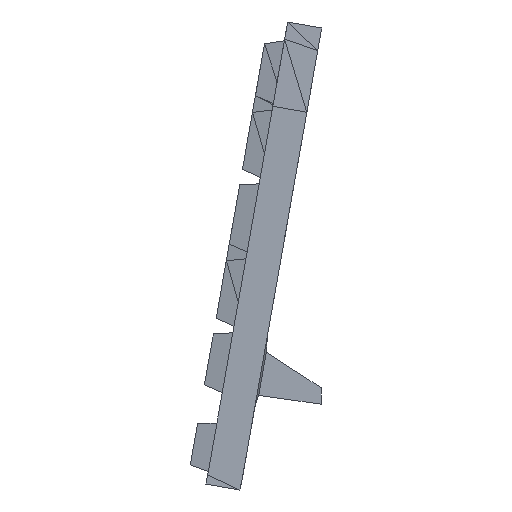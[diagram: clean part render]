
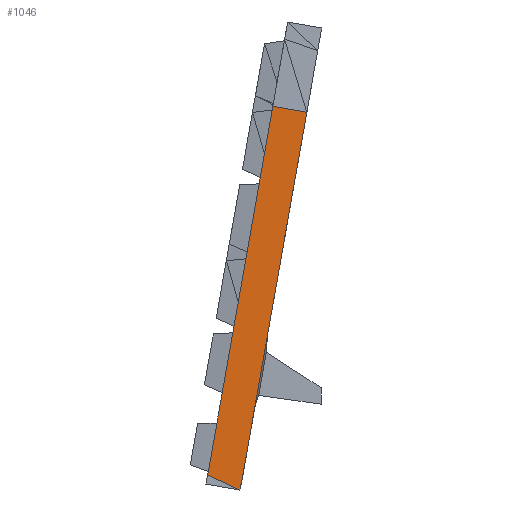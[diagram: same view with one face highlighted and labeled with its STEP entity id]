
A CAD part, left-side view. The second image highlights one B-rep face of the part: STEP entity #1046.
In plain terms, the highlighted free-form (B-spline) face has degree [1, 1] with [2, 2] control points.
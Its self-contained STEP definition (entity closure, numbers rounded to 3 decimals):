
#1046=ADVANCED_FACE('',(#2948),#2949,.T.);
#2948=FACE_OUTER_BOUND('',#5862,.T.);
#2949=B_SPLINE_SURFACE_WITH_KNOTS('',1,1,((#5863,#5864),(#5865,#5866)),.UNSPECIFIED.,.F.,.F.,.F.,(2,2),(2,2),(0.208,0.67),(0.447,0.566),.UNSPECIFIED.);
#5862=EDGE_LOOP('',(#11335,#11336,#11337,#11338,#11339,#11340,#11341,#11342,#11343,#11344,#11345));
#5863=CARTESIAN_POINT('',(-213.117,21.931,47.056));
#5864=CARTESIAN_POINT('',(-213.117,-3.168,47.056));
#5865=CARTESIAN_POINT('',(-213.117,21.931,-50.191));
#5866=CARTESIAN_POINT('',(-213.117,-3.168,-50.191));
#11335=ORIENTED_EDGE('',*,*,#15718,.T.);
#11336=ORIENTED_EDGE('',*,*,#15736,.T.);
#11337=ORIENTED_EDGE('',*,*,#15578,.F.);
#11338=ORIENTED_EDGE('',*,*,#15737,.F.);
#11339=ORIENTED_EDGE('',*,*,#15738,.F.);
#11340=ORIENTED_EDGE('',*,*,#15739,.F.);
#11341=ORIENTED_EDGE('',*,*,#15740,.F.);
#11342=ORIENTED_EDGE('',*,*,#15741,.F.);
#11343=ORIENTED_EDGE('',*,*,#15742,.F.);
#11344=ORIENTED_EDGE('',*,*,#15743,.T.);
#11345=ORIENTED_EDGE('',*,*,#15744,.T.);
#15578=EDGE_CURVE('',#18316,#18290,#18317,.T.);
#15718=EDGE_CURVE('',#18508,#18505,#18509,.T.);
#15736=EDGE_CURVE('',#18505,#18290,#18541,.T.);
#15737=EDGE_CURVE('',#18542,#18316,#18543,.T.);
#15738=EDGE_CURVE('',#18544,#18542,#18545,.T.);
#15739=EDGE_CURVE('',#18546,#18544,#18547,.T.);
#15740=EDGE_CURVE('',#18548,#18546,#18549,.T.);
#15741=EDGE_CURVE('',#18550,#18548,#18551,.T.);
#15742=EDGE_CURVE('',#18552,#18550,#18553,.T.);
#15743=EDGE_CURVE('',#18552,#18554,#18555,.T.);
#15744=EDGE_CURVE('',#18554,#18508,#18556,.T.);
#18290=VERTEX_POINT('',#21892);
#18316=VERTEX_POINT('',#21931);
#18317=B_SPLINE_CURVE_WITH_KNOTS('',1,(#21932,#21933),.UNSPECIFIED.,.F.,.F.,(2,2),(0.0,1.0),.UNSPECIFIED.);
#18505=VERTEX_POINT('',#22215);
#18508=VERTEX_POINT('',#22219);
#18509=B_SPLINE_CURVE_WITH_KNOTS('',1,(#22220,#22221),.UNSPECIFIED.,.F.,.F.,(2,2),(0.0,1.0),.UNSPECIFIED.);
#18541=B_SPLINE_CURVE_WITH_KNOTS('',1,(#22269,#22270),.UNSPECIFIED.,.F.,.F.,(2,2),(0.0,1.0),.UNSPECIFIED.);
#18542=VERTEX_POINT('',#22271);
#18543=B_SPLINE_CURVE_WITH_KNOTS('',1,(#22272,#22273),.UNSPECIFIED.,.F.,.F.,(2,2),(0.0,1.0),.UNSPECIFIED.);
#18544=VERTEX_POINT('',#22274);
#18545=B_SPLINE_CURVE_WITH_KNOTS('',1,(#22275,#22276),.UNSPECIFIED.,.F.,.F.,(2,2),(0.0,1.0),.UNSPECIFIED.);
#18546=VERTEX_POINT('',#22277);
#18547=B_SPLINE_CURVE_WITH_KNOTS('',1,(#22278,#22279),.UNSPECIFIED.,.F.,.F.,(2,2),(0.0,1.0),.UNSPECIFIED.);
#18548=VERTEX_POINT('',#22280);
#18549=B_SPLINE_CURVE_WITH_KNOTS('',1,(#22281,#22282),.UNSPECIFIED.,.F.,.F.,(2,2),(0.0,1.0),.UNSPECIFIED.);
#18550=VERTEX_POINT('',#22283);
#18551=B_SPLINE_CURVE_WITH_KNOTS('',1,(#22284,#22285),.UNSPECIFIED.,.F.,.F.,(2,2),(0.0,1.0),.UNSPECIFIED.);
#18552=VERTEX_POINT('',#22286);
#18553=B_SPLINE_CURVE_WITH_KNOTS('',1,(#22287,#22288),.UNSPECIFIED.,.F.,.F.,(2,2),(0.0,1.0),.UNSPECIFIED.);
#18554=VERTEX_POINT('',#22289);
#18555=B_SPLINE_CURVE_WITH_KNOTS('',1,(#22290,#22291),.UNSPECIFIED.,.F.,.F.,(2,2),(0.0,1.0),.UNSPECIFIED.);
#18556=B_SPLINE_CURVE_WITH_KNOTS('',1,(#22292,#22293),.UNSPECIFIED.,.F.,.F.,(2,2),(0.0,1.0),.UNSPECIFIED.);
#21892=CARTESIAN_POINT('',(-213.117,21.93,-46.34));
#21931=CARTESIAN_POINT('',(-213.117,13.818,-50.19));
#21932=CARTESIAN_POINT('',(-213.117,13.818,-50.19));
#21933=CARTESIAN_POINT('',(-213.117,21.93,-46.34));
#22215=CARTESIAN_POINT('',(-213.117,19.483,-32.466));
#22219=CARTESIAN_POINT('',(-213.117,18.574,-27.311));
#22220=CARTESIAN_POINT('',(-213.117,18.574,-27.311));
#22221=CARTESIAN_POINT('',(-213.117,19.483,-32.466));
#22269=CARTESIAN_POINT('',(-213.117,19.483,-32.466));
#22270=CARTESIAN_POINT('',(-213.117,21.93,-46.34));
#22271=CARTESIAN_POINT('',(-213.117,13.309,-47.86));
#22272=CARTESIAN_POINT('',(-213.117,13.309,-47.86));
#22273=CARTESIAN_POINT('',(-213.117,13.818,-50.19));
#22274=CARTESIAN_POINT('',(-213.117,10.863,-33.986));
#22275=CARTESIAN_POINT('',(-213.117,10.863,-33.986));
#22276=CARTESIAN_POINT('',(-213.117,13.309,-47.86));
#22277=CARTESIAN_POINT('',(-213.117,9.954,-28.831));
#22278=CARTESIAN_POINT('',(-213.117,9.954,-28.831));
#22279=CARTESIAN_POINT('',(-213.117,10.863,-33.986));
#22280=CARTESIAN_POINT('',(-213.117,6.823,-11.074));
#22281=CARTESIAN_POINT('',(-213.117,6.823,-11.074));
#22282=CARTESIAN_POINT('',(-213.117,9.954,-28.831));
#22283=CARTESIAN_POINT('',(-213.117,0.169,26.666));
#22284=CARTESIAN_POINT('',(-213.117,0.169,26.666));
#22285=CARTESIAN_POINT('',(-213.117,6.823,-11.074));
#22286=CARTESIAN_POINT('',(-213.117,-3.167,45.534));
#22287=CARTESIAN_POINT('',(-213.117,-3.167,45.534));
#22288=CARTESIAN_POINT('',(-213.117,0.169,26.666));
#22289=CARTESIAN_POINT('',(-213.117,5.462,47.055));
#22290=CARTESIAN_POINT('',(-213.117,-3.167,45.534));
#22291=CARTESIAN_POINT('',(-213.117,5.462,47.055));
#22292=CARTESIAN_POINT('',(-213.117,5.462,47.055));
#22293=CARTESIAN_POINT('',(-213.117,18.574,-27.311));
